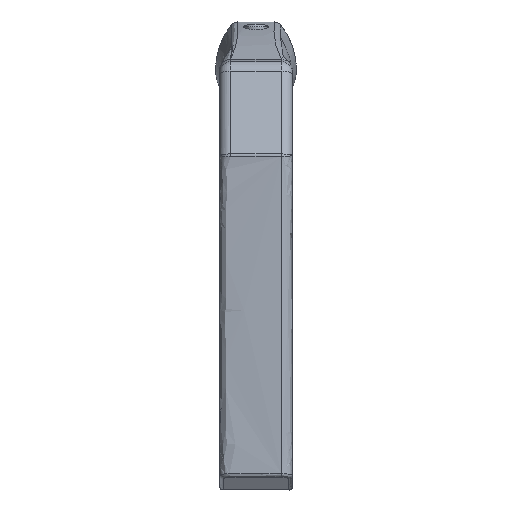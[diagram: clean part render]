
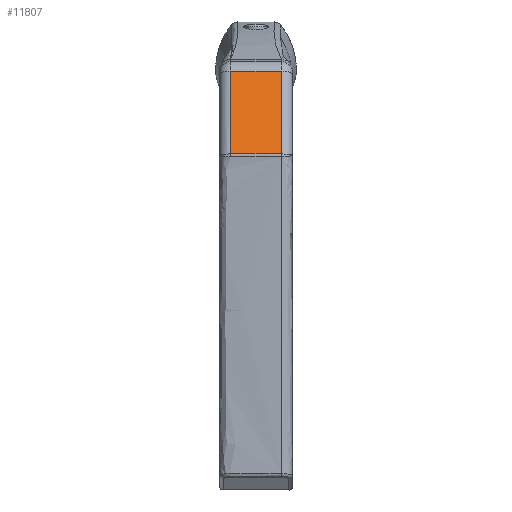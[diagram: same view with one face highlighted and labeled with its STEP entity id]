
A CAD part, left-side view. The second image highlights one B-rep face of the part: STEP entity #11807.
In plain terms, the highlighted face is planar.
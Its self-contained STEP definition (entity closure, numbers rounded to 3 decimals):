
#61 = ORIENTED_EDGE ( 'NONE', *, *, #15423, .T. ) ;
#419 = EDGE_CURVE ( 'NONE', #9878, #9517, #695, .T. ) ;
#695 = LINE ( 'NONE', #14502, #3370 ) ;
#721 = AXIS2_PLACEMENT_3D ( 'NONE', #7952, #11653, #1826 ) ;
#1751 = ORIENTED_EDGE ( 'NONE', *, *, #419, .T. ) ;
#1826 = DIRECTION ( 'NONE',  ( -0.94, 0., -0.342 ) ) ;
#3298 = EDGE_LOOP ( 'NONE', ( #1751, #61, #5515, #10816 ) ) ;
#3370 = VECTOR ( 'NONE', #12073, 1000. ) ;
#3567 = FACE_OUTER_BOUND ( 'NONE', #3298, .T. ) ;
#3575 = CARTESIAN_POINT ( 'NONE',  ( -22.918, -5.567, -50.879 ) ) ;
#4171 = LINE ( 'NONE', #13009, #12188 ) ;
#5024 = CARTESIAN_POINT ( 'NONE',  ( -22.918, -6.9, -50.879 ) ) ;
#5515 = ORIENTED_EDGE ( 'NONE', *, *, #7268, .T. ) ;
#5649 = CARTESIAN_POINT ( 'NONE',  ( -22.918, -6.9, -50.879 ) ) ;
#6148 = CARTESIAN_POINT ( 'NONE',  ( -22.918, -2.9, -50.879 ) ) ;
#6244 = CARTESIAN_POINT ( 'NONE',  ( -22.918, -4.233, -50.879 ) ) ;
#6897 = VERTEX_POINT ( 'NONE', #9842 ) ;
#7268 = EDGE_CURVE ( 'NONE', #6897, #9486, #4171, .T. ) ;
#7765 = B_SPLINE_CURVE_WITH_KNOTS ( 'NONE', 3,
 ( #5024, #3575, #6244, #6148, #8429, #8537, #8483 ),
 .UNSPECIFIED., .F., .F.,
 ( 4, 3, 4 ),
 ( 0., 0.004, 0.014 ),
 .UNSPECIFIED. ) ;
#7918 = CARTESIAN_POINT ( 'NONE',  ( -0.42, 6.9, -42.691 ) ) ;
#7952 = CARTESIAN_POINT ( 'NONE',  ( 1.751, -9.9, -41.901 ) ) ;
#8429 = CARTESIAN_POINT ( 'NONE',  ( -22.918, 0.367, -50.879 ) ) ;
#8483 = CARTESIAN_POINT ( 'NONE',  ( -22.918, 6.9, -50.879 ) ) ;
#8537 = CARTESIAN_POINT ( 'NONE',  ( -22.918, 3.633, -50.879 ) ) ;
#9127 = PLANE ( 'NONE',  #721 ) ;
#9486 = VERTEX_POINT ( 'NONE', #7918 ) ;
#9517 = VERTEX_POINT ( 'NONE', #5649 ) ;
#9842 = CARTESIAN_POINT ( 'NONE',  ( -22.918, 6.9, -50.879 ) ) ;
#9878 = VERTEX_POINT ( 'NONE', #14117 ) ;
#9890 = DIRECTION ( 'NONE',  ( 0., -1., 0. ) ) ;
#10636 = DIRECTION ( 'NONE',  ( 0.94, 0., 0.342 ) ) ;
#10816 = ORIENTED_EDGE ( 'NONE', *, *, #12129, .T. ) ;
#11653 = DIRECTION ( 'NONE',  ( 0.342, 0., -0.94 ) ) ;
#11807 = ADVANCED_FACE ( 'NONE', ( #3567 ), #9127, .T. ) ;
#11967 = VECTOR ( 'NONE', #9890, 1000. ) ;
#12073 = DIRECTION ( 'NONE',  ( -0.94, 0., -0.342 ) ) ;
#12129 = EDGE_CURVE ( 'NONE', #9486, #9878, #15531, .T. ) ;
#12188 = VECTOR ( 'NONE', #10636, 1000. ) ;
#13009 = CARTESIAN_POINT ( 'NONE',  ( 1.751, 6.9, -41.901 ) ) ;
#14117 = CARTESIAN_POINT ( 'NONE',  ( -0.42, -6.9, -42.691 ) ) ;
#14502 = CARTESIAN_POINT ( 'NONE',  ( 1.751, -6.9, -41.901 ) ) ;
#14762 = CARTESIAN_POINT ( 'NONE',  ( -0.42, -9.9, -42.691 ) ) ;
#15423 = EDGE_CURVE ( 'NONE', #9517, #6897, #7765, .T. ) ;
#15531 = LINE ( 'NONE', #14762, #11967 ) ;
